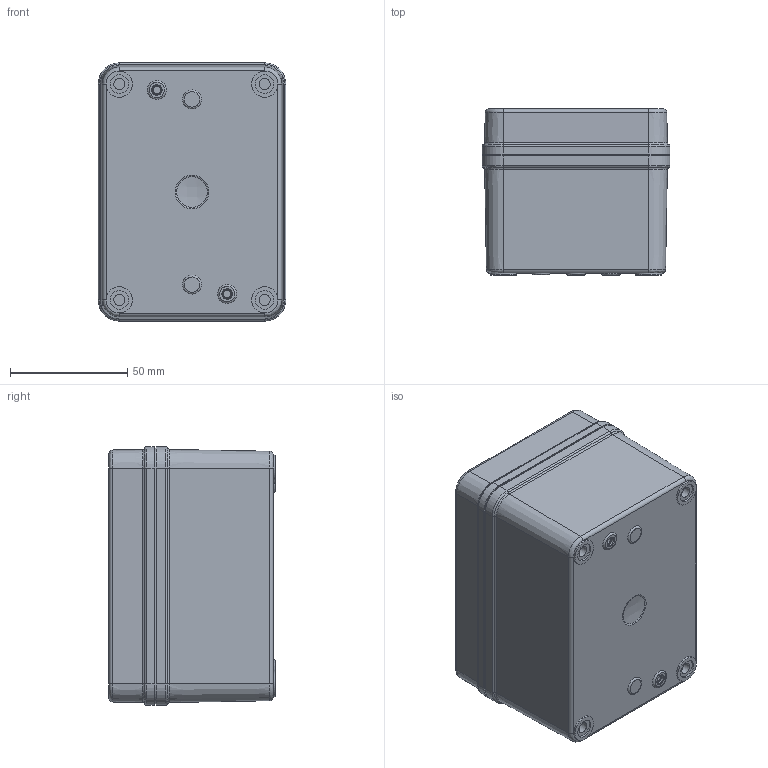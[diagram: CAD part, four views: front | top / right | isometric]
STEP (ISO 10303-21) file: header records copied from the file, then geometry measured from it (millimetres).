
FILE_DESCRIPTION (( 'STEP AP214' ), '1' );
FILE_NAME ('YW-COPC1PB.STEP', '2023-12-20T14:58:02', ( '' ), ( '' ), 'SwSTEP 2.0', 'SolidWorks 2023', '' );
FILE_SCHEMA (( 'AUTOMOTIVE_DESIGN' ));
Length unit declared in the file: inch
Products named in the file (1): YW-COPC1PB
Bounding box: 80.14 x 70.79 x 110.13 mm (x, y, z)
Volume: 167810.6 mm3; surface area: 98585.4 mm2
Topology: 7 solids, 7 shells, 1146 faces, 2802 edges, 1709 vertices
Faces by surface type: cylinder 426, bspline 358, plane 266, cone 48, torus 48
Full cylindrical faces by diameter (mm): 2.54 x12, 3.2 x4, 4.001 x4, 4.763 x4, 7 x4, 7.925 x4, 8.026 x4, 10.998 x4, 11.176 x4, 11.684 x4, 11.811 x4
Entity records: 64722 total; most frequent: CARTESIAN_POINT 41252, ORIENTED_EDGE 5236, DIRECTION 4046, EDGE_CURVE 2618, VERTEX_POINT 1644, AXIS2_PLACEMENT_3D 1571, EDGE_LOOP 1324, FACE_OUTER_BOUND 1227
